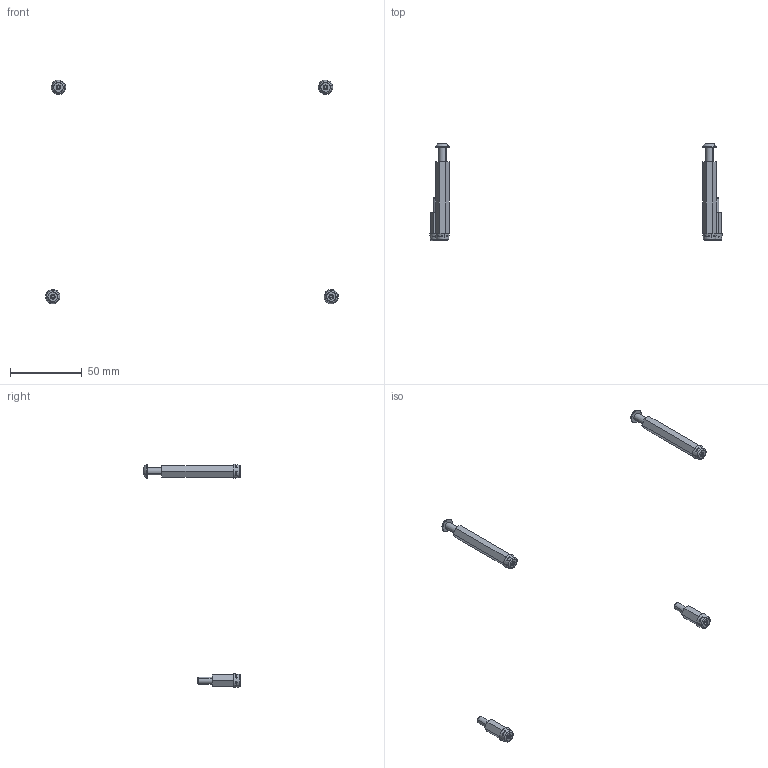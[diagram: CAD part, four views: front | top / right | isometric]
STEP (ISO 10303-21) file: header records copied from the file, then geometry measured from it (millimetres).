
FILE_DESCRIPTION (( 'STEP AP214' ), '1' );
FILE_NAME ('52630~0.STEP', '2018-10-18T08:33:51', ( '' ), ( '' ), 'SwSTEP 2.0', 'SolidWorks 2018', '' );
FILE_SCHEMA (( 'AUTOMOTIVE_DESIGN' ));
Length unit declared in the file: millimetre
Products named in the file (15): 40893~0; 40997~0; 3379~0; ISO7380~n_M05,0x016; ISO7380~n; 40893~0_S; 52630~0
Assembly tree (10 placements, depth 2):
  40893~0
  40893~0
  40997~0
  3379~0
  40893~0
Bounding box: 203.99 x 67.65 x 155.8 mm (x, y, z)
Volume: 8694.8 mm3; surface area: 8822.1 mm2
Topology: 18 solids, 18 shells, 830 faces, 2060 edges, 1242 vertices
Faces by surface type: cylinder 304, bspline 268, plane 170, cone 84, torus 4
Entity records: 10957 total; most frequent: CARTESIAN_POINT 3535, ORIENTED_EDGE 1112, DIRECTION 990, EDGE_CURVE 556, AXIS2_PLACEMENT_3D 394, VERTEX_POINT 345, EDGE_LOOP 247, FACE_OUTER_BOUND 233
